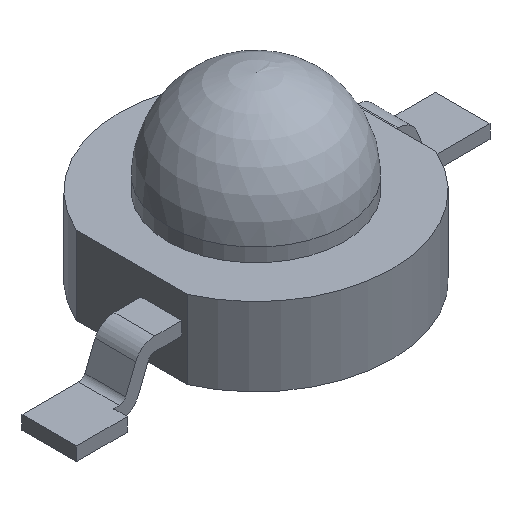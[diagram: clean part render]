
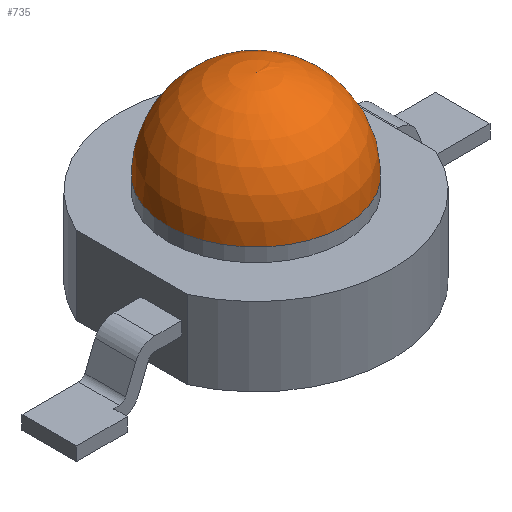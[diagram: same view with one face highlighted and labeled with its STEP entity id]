
A CAD part, isometric view. The second image highlights one B-rep face of the part: STEP entity #735.
In plain terms, the highlighted spherical face has radius 2.6 mm.
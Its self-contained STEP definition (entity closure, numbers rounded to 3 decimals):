
#13=SPHERICAL_SURFACE('',#795,2.6);
#71=FACE_OUTER_BOUND('',#119,.T.);
#119=EDGE_LOOP('',(#537));
#317=CIRCLE('',#796,2.6);
#347=VERTEX_POINT('',#1112);
#421=EDGE_CURVE('',#347,#347,#317,.T.);
#537=ORIENTED_EDGE('',*,*,#421,.T.);
#735=ADVANCED_FACE('',(#71),#13,.T.);
#795=AXIS2_PLACEMENT_3D('',#1111,#893,#894);
#796=AXIS2_PLACEMENT_3D('',#1113,#895,#896);
#893=DIRECTION('center_axis',(0.,0.,1.));
#894=DIRECTION('ref_axis',(1.,0.,0.));
#895=DIRECTION('center_axis',(0.,0.,1.));
#896=DIRECTION('ref_axis',(1.,0.,0.));
#1111=CARTESIAN_POINT('Origin',(0.,0.,2.7));
#1112=CARTESIAN_POINT('',(2.6,0.,2.7));
#1113=CARTESIAN_POINT('Origin',(0.,0.,2.7));
